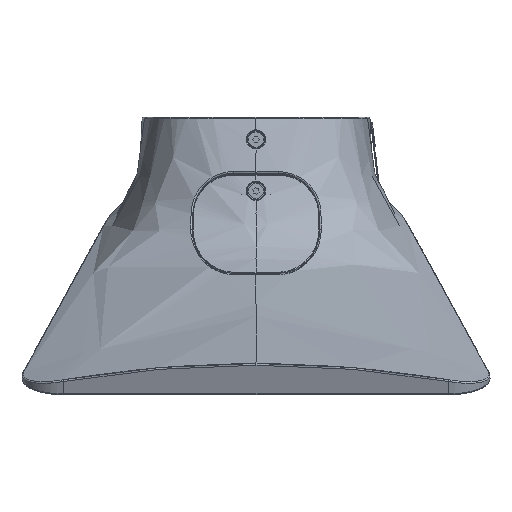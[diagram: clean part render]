
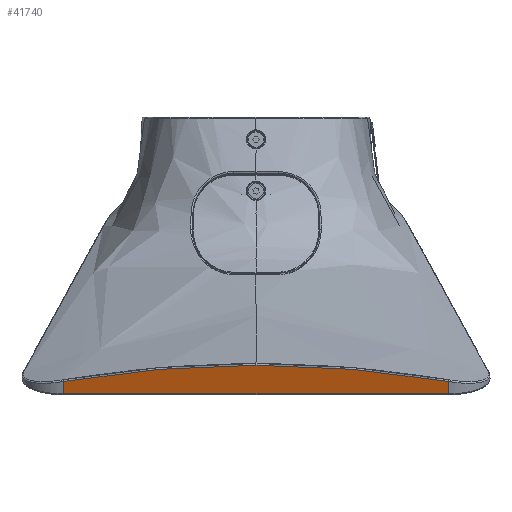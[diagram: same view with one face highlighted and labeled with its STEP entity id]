
A CAD part, left-side view. The second image highlights one B-rep face of the part: STEP entity #41740.
In plain terms, the highlighted face is planar.
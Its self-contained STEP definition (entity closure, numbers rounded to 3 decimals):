
#1161=PLANE('',#44782);
#4705=FACE_OUTER_BOUND('',#7096,.T.);
#7096=EDGE_LOOP('',(#28993,#28994,#28995,#28996,#28997));
#9902=B_SPLINE_CURVE_WITH_KNOTS('',3,(#72775,#72776,#72777,#72778,#72779,
#72780,#72781,#72782,#72783,#72784,#72785,#72786,#72787,#72788,#72789,#72790,
#72791,#72792,#72793,#72794,#72795,#72796,#72797,#72798,#72799,#72800,#72801,
#72802,#72803,#72804,#72805),.UNSPECIFIED.,.F.,.F.,(4,3,3,3,3,3,3,3,3,3,
4),(0.,0.25,0.5,0.5,0.61,
0.625,0.735,0.75,0.86,
0.971,1.),.UNSPECIFIED.);
#9903=B_SPLINE_CURVE_WITH_KNOTS('',3,(#72807,#72808,#72809,#72810,#72811,
#72812,#72813,#72814,#72815,#72816,#72817,#72818,#72819,#72820,#72821,#72822,
#72823,#72824,#72825,#72826,#72827,#72828,#72829,#72830,#72831,#72832,#72833,
#72834,#72835,#72836,#72837),.UNSPECIFIED.,.F.,.F.,(4,3,3,3,3,3,3,3,3,3,
4),(0.,0.25,0.5,0.5,0.61,
0.625,0.735,0.75,0.86,
0.971,1.),.UNSPECIFIED.);
#10409=LINE('',#72839,#14285);
#10410=LINE('',#72841,#14286);
#10411=LINE('',#72842,#14287);
#14285=VECTOR('',#48822,4.737);
#14286=VECTOR('',#48823,138.537);
#14287=VECTOR('',#48824,4.737);
#18309=VERTEX_POINT('',#72773);
#18310=VERTEX_POINT('',#72774);
#18311=VERTEX_POINT('',#72806);
#18312=VERTEX_POINT('',#72838);
#18313=VERTEX_POINT('',#72840);
#22576=EDGE_CURVE('',#18309,#18310,#9902,.T.);
#22577=EDGE_CURVE('',#18311,#18310,#9903,.T.);
#22578=EDGE_CURVE('',#18312,#18311,#10409,.F.);
#22579=EDGE_CURVE('',#18312,#18313,#10410,.F.);
#22580=EDGE_CURVE('',#18313,#18309,#10411,.F.);
#28993=ORIENTED_EDGE('',*,*,#22576,.T.);
#28994=ORIENTED_EDGE('',*,*,#22577,.F.);
#28995=ORIENTED_EDGE('',*,*,#22578,.F.);
#28996=ORIENTED_EDGE('',*,*,#22579,.T.);
#28997=ORIENTED_EDGE('',*,*,#22580,.T.);
#41740=ADVANCED_FACE('',(#4705),#1161,.T.);
#44782=AXIS2_PLACEMENT_3D('',#72772,#48820,#48821);
#48820=DIRECTION('center_axis',(0.,-0.934,0.358));
#48821=DIRECTION('ref_axis',(0.,-0.358,-0.934));
#48822=DIRECTION('',(0.,0.358,0.934));
#48823=DIRECTION('',(1.,0.,0.));
#48824=DIRECTION('',(0.,0.358,0.934));
#72772=CARTESIAN_POINT('Origin',(70.29,-177.626,44.982));
#72773=CARTESIAN_POINT('',(-69.268,-177.576,45.111));
#72774=CARTESIAN_POINT('',(0.,-179.821,39.264));
#72775=CARTESIAN_POINT('Ctrl Pts',(-69.268,-177.576,
45.111));
#72776=CARTESIAN_POINT('Ctrl Pts',(-63.55,-177.95,
44.139));
#72777=CARTESIAN_POINT('Ctrl Pts',(-57.819,-178.276,
43.288));
#72778=CARTESIAN_POINT('Ctrl Pts',(-52.077,-178.556,
42.559));
#72779=CARTESIAN_POINT('Ctrl Pts',(-46.326,-178.837,
41.828));
#72780=CARTESIAN_POINT('Ctrl Pts',(-40.564,-179.07,
41.219));
#72781=CARTESIAN_POINT('Ctrl Pts',(-34.791,-179.258,
40.731));
#72782=CARTESIAN_POINT('Ctrl Pts',(-34.786,-179.258,
40.73));
#72783=CARTESIAN_POINT('Ctrl Pts',(-34.78,-179.258,
40.73));
#72784=CARTESIAN_POINT('Ctrl Pts',(-34.775,-179.258,40.729));
#72785=CARTESIAN_POINT('Ctrl Pts',(-32.225,-179.341,
40.514));
#72786=CARTESIAN_POINT('Ctrl Pts',(-29.673,-179.415,
40.322));
#72787=CARTESIAN_POINT('Ctrl Pts',(-27.118,-179.479,40.154));
#72788=CARTESIAN_POINT('Ctrl Pts',(-26.783,-179.487,
40.132));
#72789=CARTESIAN_POINT('Ctrl Pts',(-26.447,-179.496,
40.111));
#72790=CARTESIAN_POINT('Ctrl Pts',(-26.112,-179.504,
40.089));
#72791=CARTESIAN_POINT('Ctrl Pts',(-23.559,-179.566,39.928));
#72792=CARTESIAN_POINT('Ctrl Pts',(-21.003,-179.619,
39.79));
#72793=CARTESIAN_POINT('Ctrl Pts',(-18.445,-179.663,
39.675));
#72794=CARTESIAN_POINT('Ctrl Pts',(-18.102,-179.669,
39.66));
#72795=CARTESIAN_POINT('Ctrl Pts',(-17.758,-179.674,39.645));
#72796=CARTESIAN_POINT('Ctrl Pts',(-17.415,-179.68,
39.631));
#72797=CARTESIAN_POINT('Ctrl Pts',(-14.857,-179.721,
39.523));
#72798=CARTESIAN_POINT('Ctrl Pts',(-12.299,-179.754,
39.439));
#72799=CARTESIAN_POINT('Ctrl Pts',(-9.739,-179.777,
39.378));
#72800=CARTESIAN_POINT('Ctrl Pts',(-7.181,-179.8,39.318));
#72801=CARTESIAN_POINT('Ctrl Pts',(-4.621,-179.814,
39.282));
#72802=CARTESIAN_POINT('Ctrl Pts',(-2.059,-179.819,
39.269));
#72803=CARTESIAN_POINT('Ctrl Pts',(-1.373,-179.82,
39.265));
#72804=CARTESIAN_POINT('Ctrl Pts',(-0.686,-179.821,
39.264));
#72805=CARTESIAN_POINT('Ctrl Pts',(0.,-179.821,
39.264));
#72806=CARTESIAN_POINT('',(69.268,-177.576,45.111));
#72807=CARTESIAN_POINT('Ctrl Pts',(69.268,-177.576,45.111));
#72808=CARTESIAN_POINT('Ctrl Pts',(63.55,-177.95,44.139));
#72809=CARTESIAN_POINT('Ctrl Pts',(57.819,-178.276,43.288));
#72810=CARTESIAN_POINT('Ctrl Pts',(52.077,-178.556,42.559));
#72811=CARTESIAN_POINT('Ctrl Pts',(46.326,-178.837,41.828));
#72812=CARTESIAN_POINT('Ctrl Pts',(40.564,-179.07,41.219));
#72813=CARTESIAN_POINT('Ctrl Pts',(34.791,-179.258,40.731));
#72814=CARTESIAN_POINT('Ctrl Pts',(34.786,-179.258,40.73));
#72815=CARTESIAN_POINT('Ctrl Pts',(34.78,-179.258,40.73));
#72816=CARTESIAN_POINT('Ctrl Pts',(34.775,-179.258,40.729));
#72817=CARTESIAN_POINT('Ctrl Pts',(32.225,-179.341,40.514));
#72818=CARTESIAN_POINT('Ctrl Pts',(29.673,-179.415,40.322));
#72819=CARTESIAN_POINT('Ctrl Pts',(27.118,-179.479,40.154));
#72820=CARTESIAN_POINT('Ctrl Pts',(26.783,-179.487,40.132));
#72821=CARTESIAN_POINT('Ctrl Pts',(26.447,-179.496,40.111));
#72822=CARTESIAN_POINT('Ctrl Pts',(26.112,-179.504,40.089));
#72823=CARTESIAN_POINT('Ctrl Pts',(23.559,-179.566,39.928));
#72824=CARTESIAN_POINT('Ctrl Pts',(21.003,-179.619,39.79));
#72825=CARTESIAN_POINT('Ctrl Pts',(18.445,-179.663,39.675));
#72826=CARTESIAN_POINT('Ctrl Pts',(18.102,-179.669,39.66));
#72827=CARTESIAN_POINT('Ctrl Pts',(17.758,-179.674,39.645));
#72828=CARTESIAN_POINT('Ctrl Pts',(17.415,-179.68,39.631));
#72829=CARTESIAN_POINT('Ctrl Pts',(14.857,-179.721,39.523));
#72830=CARTESIAN_POINT('Ctrl Pts',(12.299,-179.754,39.439));
#72831=CARTESIAN_POINT('Ctrl Pts',(9.739,-179.777,39.378));
#72832=CARTESIAN_POINT('Ctrl Pts',(7.181,-179.8,39.318));
#72833=CARTESIAN_POINT('Ctrl Pts',(4.621,-179.814,39.282));
#72834=CARTESIAN_POINT('Ctrl Pts',(2.059,-179.819,39.269));
#72835=CARTESIAN_POINT('Ctrl Pts',(1.373,-179.82,39.265));
#72836=CARTESIAN_POINT('Ctrl Pts',(0.686,-179.821,
39.264));
#72837=CARTESIAN_POINT('Ctrl Pts',(0.,-179.821,
39.264));
#72838=CARTESIAN_POINT('',(69.268,-175.879,49.533));
#72839=CARTESIAN_POINT('',(69.268,-177.576,45.111));
#72840=CARTESIAN_POINT('',(-69.268,-175.879,49.533));
#72841=CARTESIAN_POINT('',(-69.268,-175.879,49.533));
#72842=CARTESIAN_POINT('',(-69.268,-177.576,45.111));
